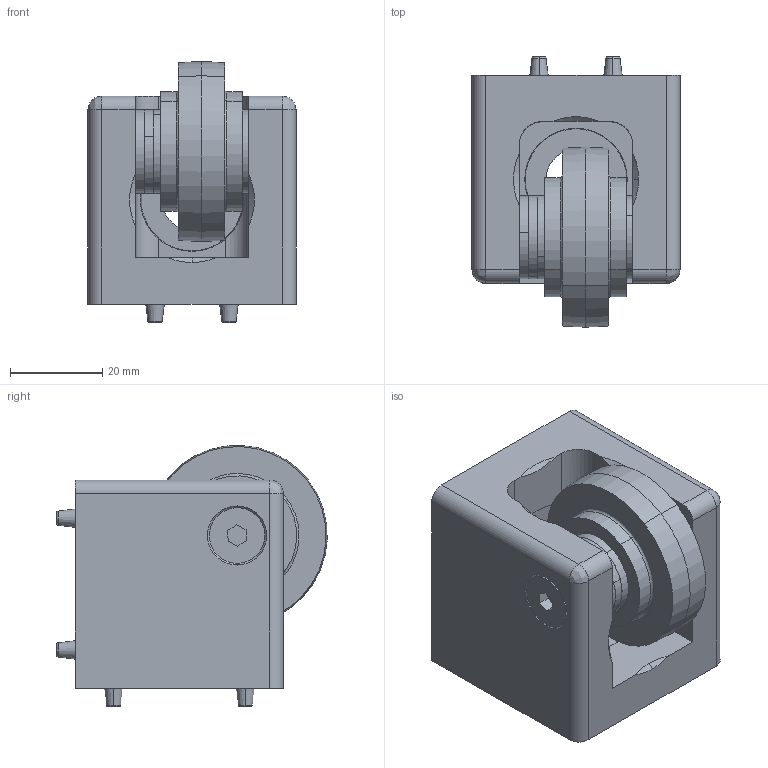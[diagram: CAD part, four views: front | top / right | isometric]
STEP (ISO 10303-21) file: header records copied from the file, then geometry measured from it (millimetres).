
FILE_DESCRIPTION (( 'STEP AP214' ), '1' );
FILE_NAME ('6221822', '2019-01-28T17:04:23', ( '' ), ('JUGARD+KÜNSTNER GmbH'), 'SwSTEP 2.0', 'SolidWorks 2017', '' );
FILE_SCHEMA (( 'AUTOMOTIVE_DESIGN' ));
Length unit declared in the file: millimetre
Products named in the file (12): 093021_093021; Part10; Part11; 340me014_Standard; Part16; Part18; Part17; Part14; Part23; Part22; Part20; 6221822
Assembly tree (17 placements, depth 4):
  6221822
    Part20
    Part22  x4
    Part23
    093021_093021
      340me014_Standard  x2
        Part14
        Part17
        Part18
        Part16
      Part11
      Part10
Bounding box: 45 x 58.48 x 56.48 mm (x, y, z)
Volume: 72693.2 mm3; surface area: 27538.5 mm2
Topology: 20 solids, 20 shells, 291 faces, 633 edges, 378 vertices
Faces by surface type: cone 94, cylinder 90, plane 65, bspline 42
Entity records: 9016 total; most frequent: CARTESIAN_POINT 1932, DIRECTION 1015, ORIENTED_EDGE 866, EDGE_CURVE 433, AXIS2_PLACEMENT_3D 421, VERTEX_POINT 266, EDGE_LOOP 233, CIRCLE 230
